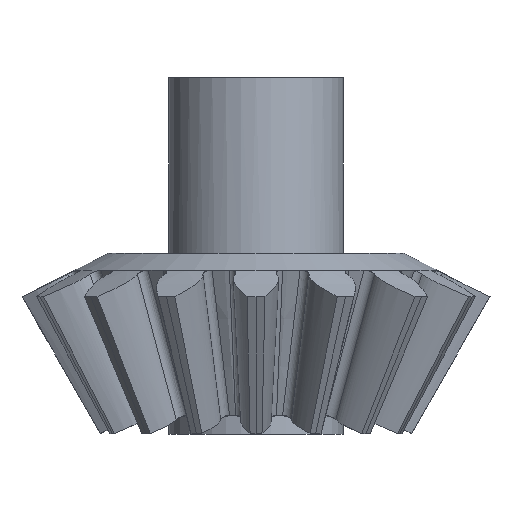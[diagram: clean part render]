
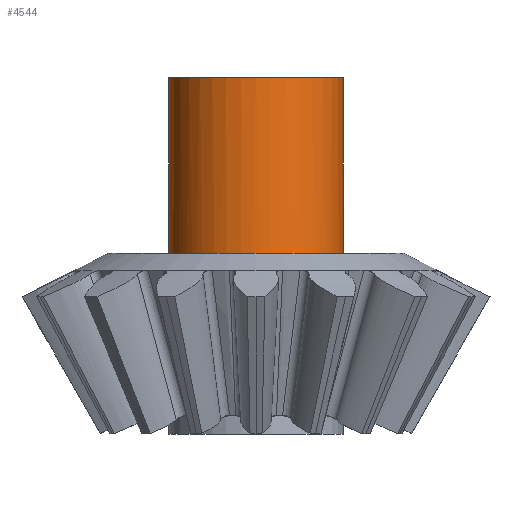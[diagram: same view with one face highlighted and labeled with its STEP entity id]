
A CAD part, front view. The second image highlights one B-rep face of the part: STEP entity #4544.
In plain terms, the highlighted cylindrical face has radius 3.5 mm (diameter 7 mm), a partial arc.
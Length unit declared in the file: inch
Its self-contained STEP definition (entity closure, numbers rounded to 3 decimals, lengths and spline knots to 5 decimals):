
#136 = EDGE_CURVE ( 'NONE', #9402, #6445, #8861, .T. ) ;
#190 = VERTEX_POINT ( 'NONE', #12229 ) ;
#273 = CIRCLE ( 'NONE', #10889, 0.1378 ) ;
#443 = CARTESIAN_POINT ( 'NONE',  ( -0.13576, -0.02362, -0.23911 ) ) ;
#476 = AXIS2_PLACEMENT_3D ( 'NONE', #10900, #12178, #3609 ) ;
#565 = CARTESIAN_POINT ( 'NONE',  ( -0.13576, -0.02362, 0.01593 ) ) ;
#660 = VECTOR ( 'NONE', #9346, 39.37008 ) ;
#704 = ORIENTED_EDGE ( 'NONE', *, *, #9043, .F. ) ;
#767 = AXIS2_PLACEMENT_3D ( 'NONE', #3655, #7989, #8838 ) ;
#771 = ORIENTED_EDGE ( 'NONE', *, *, #4382, .F. ) ;
#790 = DIRECTION ( 'NONE',  ( -1., 0., 0. ) ) ;
#902 = CARTESIAN_POINT ( 'NONE',  ( 0., 0., 0.01593 ) ) ;
#906 = CIRCLE ( 'NONE', #6132, 0.1378 ) ;
#1001 = CARTESIAN_POINT ( 'NONE',  ( -0.13576, -0.02362, -0.14068 ) ) ;
#1052 = VERTEX_POINT ( 'NONE', #4356 ) ;
#1187 = VECTOR ( 'NONE', #2488, 39.37008 ) ;
#1300 = CARTESIAN_POINT ( 'NONE',  ( 0.13576, -0.02362, 0.01593 ) ) ;
#1391 = CARTESIAN_POINT ( 'NONE',  ( -0.02362, -0.13576, 0.01593 ) ) ;
#1446 = CARTESIAN_POINT ( 'NONE',  ( 0., 0., 0.01593 ) ) ;
#1454 = CIRCLE ( 'NONE', #476, 0.1378 ) ;
#1614 = EDGE_CURVE ( 'NONE', #1052, #11807, #7646, .T. ) ;
#1685 = CARTESIAN_POINT ( 'NONE',  ( 0.13576, -0.02362, -0.14068 ) ) ;
#1972 = CARTESIAN_POINT ( 'NONE',  ( 0.1378, 0., -0.23911 ) ) ;
#2128 = ORIENTED_EDGE ( 'NONE', *, *, #6934, .T. ) ;
#2488 = DIRECTION ( 'NONE',  ( 0., 0., 1. ) ) ;
#2762 = AXIS2_PLACEMENT_3D ( 'NONE', #11412, #6561, #4504 ) ;
#2792 = ORIENTED_EDGE ( 'NONE', *, *, #2822, .T. ) ;
#2822 = EDGE_CURVE ( 'NONE', #9101, #8615, #906, .T. ) ;
#2932 = ORIENTED_EDGE ( 'NONE', *, *, #8902, .T. ) ;
#3456 = LINE ( 'NONE', #10741, #5900 ) ;
#3609 = DIRECTION ( 'NONE',  ( -1., 0., 0. ) ) ;
#3655 = CARTESIAN_POINT ( 'NONE',  ( 0., 0., -0.23911 ) ) ;
#4044 = ORIENTED_EDGE ( 'NONE', *, *, #1614, .T. ) ;
#4185 = DIRECTION ( 'NONE',  ( -1., 0., 0. ) ) ;
#4356 = CARTESIAN_POINT ( 'NONE',  ( -0.02362, -0.13576, -0.14068 ) ) ;
#4382 = EDGE_CURVE ( 'NONE', #190, #8548, #5683, .T. ) ;
#4504 = DIRECTION ( 'NONE',  ( -1., 0., 0. ) ) ;
#4544 = ADVANCED_FACE ( 'NONE', ( #7153 ), #4691, .T. ) ;
#4569 = CARTESIAN_POINT ( 'NONE',  ( 0., 0., -0.14068 ) ) ;
#4691 = CYLINDRICAL_SURFACE ( 'NONE', #767, 0.1378 ) ;
#4819 = DIRECTION ( 'NONE',  ( 0., 0., -1. ) ) ;
#4972 = CIRCLE ( 'NONE', #11123, 0.1378 ) ;
#4993 = CIRCLE ( 'NONE', #5172, 0.1378 ) ;
#5092 = CIRCLE ( 'NONE', #2762, 0.1378 ) ;
#5172 = AXIS2_PLACEMENT_3D ( 'NONE', #1446, #11037, #790 ) ;
#5208 = CARTESIAN_POINT ( 'NONE',  ( 0.13576, -0.02362, -0.23911 ) ) ;
#5333 = CARTESIAN_POINT ( 'NONE',  ( 0., 0., -0.14068 ) ) ;
#5394 = VERTEX_POINT ( 'NONE', #1001 ) ;
#5645 = EDGE_LOOP ( 'NONE', ( #771, #11366, #6705, #7331, #2932, #2128, #4044, #8392, #5831, #2792, #9821, #704 ) ) ;
#5683 = LINE ( 'NONE', #1972, #12870 ) ;
#5831 = ORIENTED_EDGE ( 'NONE', *, *, #6138, .T. ) ;
#5900 = VECTOR ( 'NONE', #9051, 39.37008 ) ;
#6132 = AXIS2_PLACEMENT_3D ( 'NONE', #5333, #12662, #6543 ) ;
#6138 = EDGE_CURVE ( 'NONE', #6313, #9101, #3456, .T. ) ;
#6313 = VERTEX_POINT ( 'NONE', #12462 ) ;
#6445 = VERTEX_POINT ( 'NONE', #11637 ) ;
#6543 = DIRECTION ( 'NONE',  ( -1., 0., 0. ) ) ;
#6561 = DIRECTION ( 'NONE',  ( 0., 0., -1. ) ) ;
#6705 = ORIENTED_EDGE ( 'NONE', *, *, #136, .T. ) ;
#6895 = CARTESIAN_POINT ( 'NONE',  ( 0.02362, -0.13576, -0.14068 ) ) ;
#6934 = EDGE_CURVE ( 'NONE', #5394, #1052, #4972, .T. ) ;
#7153 = FACE_OUTER_BOUND ( 'NONE', #5645, .T. ) ;
#7331 = ORIENTED_EDGE ( 'NONE', *, *, #12846, .F. ) ;
#7526 = DIRECTION ( 'NONE',  ( 0., 0., -1. ) ) ;
#7646 = LINE ( 'NONE', #8286, #660 ) ;
#7851 = CARTESIAN_POINT ( 'NONE',  ( 0.1378, 0., 0.01593 ) ) ;
#7989 = DIRECTION ( 'NONE',  ( 0., 0., -1. ) ) ;
#8106 = DIRECTION ( 'NONE',  ( 0., 0., 1. ) ) ;
#8161 = DIRECTION ( 'NONE',  ( 0., 0., -1. ) ) ;
#8286 = CARTESIAN_POINT ( 'NONE',  ( -0.02362, -0.13576, -0.23911 ) ) ;
#8313 = VECTOR ( 'NONE', #12889, 39.37008 ) ;
#8325 = LINE ( 'NONE', #443, #12956 ) ;
#8392 = ORIENTED_EDGE ( 'NONE', *, *, #10843, .T. ) ;
#8548 = VERTEX_POINT ( 'NONE', #7851 ) ;
#8615 = VERTEX_POINT ( 'NONE', #1685 ) ;
#8838 = DIRECTION ( 'NONE',  ( -1., 0., 0. ) ) ;
#8861 = LINE ( 'NONE', #11811, #8313 ) ;
#8902 = EDGE_CURVE ( 'NONE', #10057, #5394, #8325, .T. ) ;
#9043 = EDGE_CURVE ( 'NONE', #8548, #12630, #1454, .T. ) ;
#9051 = DIRECTION ( 'NONE',  ( 0., 0., -1. ) ) ;
#9101 = VERTEX_POINT ( 'NONE', #6895 ) ;
#9346 = DIRECTION ( 'NONE',  ( 0., 0., 1. ) ) ;
#9402 = VERTEX_POINT ( 'NONE', #9721 ) ;
#9721 = CARTESIAN_POINT ( 'NONE',  ( -0.1378, 0., 0.32302 ) ) ;
#9821 = ORIENTED_EDGE ( 'NONE', *, *, #11031, .T. ) ;
#10057 = VERTEX_POINT ( 'NONE', #565 ) ;
#10664 = EDGE_CURVE ( 'NONE', #190, #9402, #5092, .T. ) ;
#10741 = CARTESIAN_POINT ( 'NONE',  ( 0.02362, -0.13576, -0.23911 ) ) ;
#10843 = EDGE_CURVE ( 'NONE', #11807, #6313, #4993, .T. ) ;
#10889 = AXIS2_PLACEMENT_3D ( 'NONE', #902, #8161, #11343 ) ;
#10900 = CARTESIAN_POINT ( 'NONE',  ( 0., 0., 0.01593 ) ) ;
#11031 = EDGE_CURVE ( 'NONE', #8615, #12630, #12105, .T. ) ;
#11037 = DIRECTION ( 'NONE',  ( 0., 0., 1. ) ) ;
#11123 = AXIS2_PLACEMENT_3D ( 'NONE', #4569, #8106, #4185 ) ;
#11343 = DIRECTION ( 'NONE',  ( -1., 0., 0. ) ) ;
#11366 = ORIENTED_EDGE ( 'NONE', *, *, #10664, .T. ) ;
#11412 = CARTESIAN_POINT ( 'NONE',  ( 0., 0., 0.32302 ) ) ;
#11637 = CARTESIAN_POINT ( 'NONE',  ( -0.1378, 0., 0.01593 ) ) ;
#11807 = VERTEX_POINT ( 'NONE', #1391 ) ;
#11811 = CARTESIAN_POINT ( 'NONE',  ( -0.1378, 0., -0.23911 ) ) ;
#12105 = LINE ( 'NONE', #5208, #1187 ) ;
#12178 = DIRECTION ( 'NONE',  ( 0., 0., -1. ) ) ;
#12229 = CARTESIAN_POINT ( 'NONE',  ( 0.1378, 0., 0.32302 ) ) ;
#12462 = CARTESIAN_POINT ( 'NONE',  ( 0.02362, -0.13576, 0.01593 ) ) ;
#12630 = VERTEX_POINT ( 'NONE', #1300 ) ;
#12662 = DIRECTION ( 'NONE',  ( 0., 0., 1. ) ) ;
#12846 = EDGE_CURVE ( 'NONE', #10057, #6445, #273, .T. ) ;
#12870 = VECTOR ( 'NONE', #7526, 39.37008 ) ;
#12889 = DIRECTION ( 'NONE',  ( 0., 0., -1. ) ) ;
#12956 = VECTOR ( 'NONE', #4819, 39.37008 ) ;
